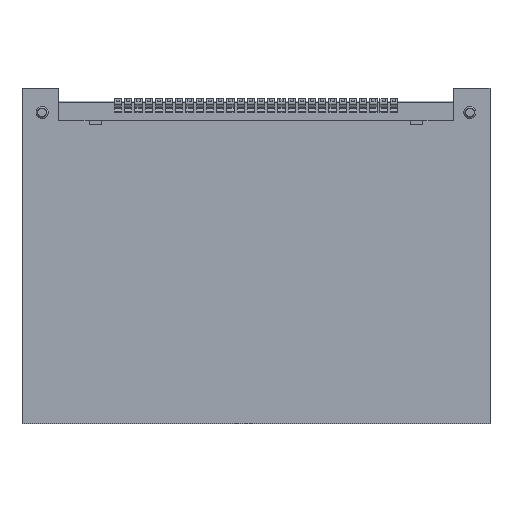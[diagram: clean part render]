
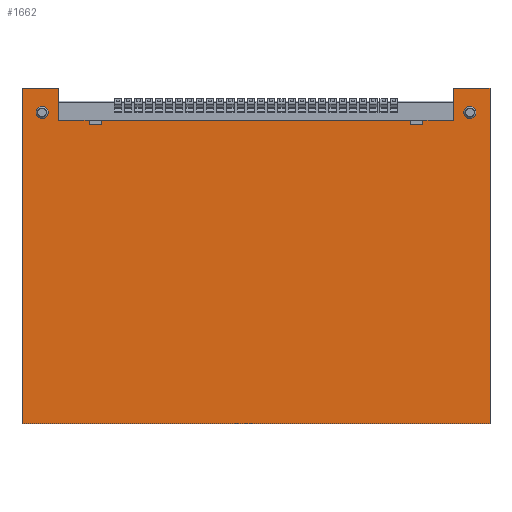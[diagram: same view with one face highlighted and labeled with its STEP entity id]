
A CAD part, front view. The second image highlights one B-rep face of the part: STEP entity #1662.
In plain terms, the highlighted planar face has unit normal (0, -1, 0).
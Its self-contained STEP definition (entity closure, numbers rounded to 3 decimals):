
#469=CARTESIAN_POINT('',(26.6,-3.4,17.85));
#470=DIRECTION('',(0.,-1.,0.));
#471=DIRECTION('',(-1.,0.,0.));
#472=AXIS2_PLACEMENT_3D('',#469,#470,#471);
#474=CARTESIAN_POINT('',(26.6,-3.4,17.85));
#475=DIRECTION('',(0.,-1.,0.));
#476=DIRECTION('',(1.,0.,0.));
#477=AXIS2_PLACEMENT_3D('',#474,#475,#476);
#479=CARTESIAN_POINT('',(-26.6,-3.4,17.85));
#480=DIRECTION('',(0.,-1.,0.));
#481=DIRECTION('',(-1.,0.,0.));
#482=AXIS2_PLACEMENT_3D('',#479,#480,#481);
#484=CARTESIAN_POINT('',(-26.6,-3.4,17.85));
#485=DIRECTION('',(0.,-1.,0.));
#486=DIRECTION('',(1.,0.,0.));
#487=AXIS2_PLACEMENT_3D('',#484,#485,#486);
#489=DIRECTION('',(0.,0.,1.));
#490=VECTOR('',#489,0.6);
#491=CARTESIAN_POINT('',(20.75,-3.4,16.3));
#492=LINE('',#491,#490);
#493=DIRECTION('',(1.,0.,0.));
#494=VECTOR('',#493,3.85);
#495=CARTESIAN_POINT('',(20.75,-3.4,16.9));
#496=LINE('',#495,#494);
#497=DIRECTION('',(0.,0.,1.));
#498=VECTOR('',#497,3.95);
#499=CARTESIAN_POINT('',(24.6,-3.4,16.9));
#500=LINE('',#499,#498);
#501=DIRECTION('',(1.,0.,0.));
#502=VECTOR('',#501,4.5);
#503=CARTESIAN_POINT('',(24.6,-3.4,20.85));
#504=LINE('',#503,#502);
#505=DIRECTION('',(0.,0.,-1.));
#506=VECTOR('',#505,41.7);
#507=CARTESIAN_POINT('',(29.1,-3.4,20.85));
#508=LINE('',#507,#506);
#509=DIRECTION('',(-1.,0.,0.));
#510=VECTOR('',#509,58.2);
#511=CARTESIAN_POINT('',(29.1,-3.4,-20.85));
#512=LINE('',#511,#510);
#513=DIRECTION('',(0.,0.,1.));
#514=VECTOR('',#513,41.7);
#515=CARTESIAN_POINT('',(-29.1,-3.4,-20.85));
#516=LINE('',#515,#514);
#517=DIRECTION('',(1.,0.,0.));
#518=VECTOR('',#517,4.5);
#519=CARTESIAN_POINT('',(-29.1,-3.4,20.85));
#520=LINE('',#519,#518);
#521=DIRECTION('',(0.,0.,-1.));
#522=VECTOR('',#521,3.95);
#523=CARTESIAN_POINT('',(-24.6,-3.4,20.85));
#524=LINE('',#523,#522);
#525=DIRECTION('',(1.,0.,0.));
#526=VECTOR('',#525,3.85);
#527=CARTESIAN_POINT('',(-24.6,-3.4,16.9));
#528=LINE('',#527,#526);
#529=DIRECTION('',(0.,0.,-1.));
#530=VECTOR('',#529,0.6);
#531=CARTESIAN_POINT('',(-20.75,-3.4,16.9));
#532=LINE('',#531,#530);
#533=DIRECTION('',(1.,0.,0.));
#534=VECTOR('',#533,1.5);
#535=CARTESIAN_POINT('',(-20.75,-3.4,16.3));
#536=LINE('',#535,#534);
#537=DIRECTION('',(0.,0.,1.));
#538=VECTOR('',#537,0.6);
#539=CARTESIAN_POINT('',(-19.25,-3.4,16.3));
#540=LINE('',#539,#538);
#541=DIRECTION('',(1.,0.,0.));
#542=VECTOR('',#541,38.5);
#543=CARTESIAN_POINT('',(-19.25,-3.4,16.9));
#544=LINE('',#543,#542);
#545=DIRECTION('',(0.,0.,-1.));
#546=VECTOR('',#545,0.6);
#547=CARTESIAN_POINT('',(19.25,-3.4,16.9));
#548=LINE('',#547,#546);
#549=DIRECTION('',(1.,0.,0.));
#550=VECTOR('',#549,1.5);
#551=CARTESIAN_POINT('',(19.25,-3.4,16.3));
#552=LINE('',#551,#550);
#697=CARTESIAN_POINT('',(-29.1,-3.4,-20.85));
#698=CARTESIAN_POINT('',(-29.1,-3.4,20.85));
#699=VERTEX_POINT('',#697);
#700=VERTEX_POINT('',#698);
#701=CARTESIAN_POINT('',(-24.6,-3.4,20.85));
#702=VERTEX_POINT('',#701);
#703=CARTESIAN_POINT('',(-24.6,-3.4,16.9));
#704=VERTEX_POINT('',#703);
#705=CARTESIAN_POINT('',(24.6,-3.4,16.9));
#706=CARTESIAN_POINT('',(24.6,-3.4,20.85));
#707=VERTEX_POINT('',#705);
#708=VERTEX_POINT('',#706);
#709=CARTESIAN_POINT('',(29.1,-3.4,20.85));
#710=VERTEX_POINT('',#709);
#711=CARTESIAN_POINT('',(29.1,-3.4,-20.85));
#712=VERTEX_POINT('',#711);
#861=CARTESIAN_POINT('',(25.85,-3.4,17.85));
#862=CARTESIAN_POINT('',(27.35,-3.4,17.85));
#863=VERTEX_POINT('',#861);
#864=VERTEX_POINT('',#862);
#865=CARTESIAN_POINT('',(-27.35,-3.4,17.85));
#866=CARTESIAN_POINT('',(-25.85,-3.4,17.85));
#867=VERTEX_POINT('',#865);
#868=VERTEX_POINT('',#866);
#901=CARTESIAN_POINT('',(20.75,-3.4,16.3));
#902=CARTESIAN_POINT('',(20.75,-3.4,16.9));
#903=VERTEX_POINT('',#901);
#904=VERTEX_POINT('',#902);
#905=CARTESIAN_POINT('',(19.25,-3.4,16.9));
#906=CARTESIAN_POINT('',(19.25,-3.4,16.3));
#907=VERTEX_POINT('',#905);
#908=VERTEX_POINT('',#906);
#909=CARTESIAN_POINT('',(-20.75,-3.4,16.3));
#910=CARTESIAN_POINT('',(-19.25,-3.4,16.3));
#911=VERTEX_POINT('',#909);
#912=VERTEX_POINT('',#910);
#913=CARTESIAN_POINT('',(-19.25,-3.4,16.9));
#914=VERTEX_POINT('',#913);
#915=CARTESIAN_POINT('',(-20.75,-3.4,16.9));
#916=VERTEX_POINT('',#915);
#1618=CARTESIAN_POINT('',(0.,-3.4,0.));
#1619=DIRECTION('',(0.,1.,0.));
#1620=DIRECTION('',(1.,0.,0.));
#1621=AXIS2_PLACEMENT_3D('',#1618,#1619,#1620);
#1622=PLANE('',#1621);
#1624=ORIENTED_EDGE('',*,*,#1623,.T.);
#1626=ORIENTED_EDGE('',*,*,#1625,.T.);
#1627=ORIENTED_EDGE('',*,*,#1521,.T.);
#1628=ORIENTED_EDGE('',*,*,#1506,.T.);
#1629=ORIENTED_EDGE('',*,*,#1100,.T.);
#1630=ORIENTED_EDGE('',*,*,#1084,.T.);
#1631=ORIENTED_EDGE('',*,*,#1062,.T.);
#1632=ORIENTED_EDGE('',*,*,#1040,.T.);
#1633=ORIENTED_EDGE('',*,*,#1025,.T.);
#1635=ORIENTED_EDGE('',*,*,#1634,.T.);
#1637=ORIENTED_EDGE('',*,*,#1636,.T.);
#1639=ORIENTED_EDGE('',*,*,#1638,.T.);
#1641=ORIENTED_EDGE('',*,*,#1640,.T.);
#1643=ORIENTED_EDGE('',*,*,#1642,.T.);
#1645=ORIENTED_EDGE('',*,*,#1644,.T.);
#1647=ORIENTED_EDGE('',*,*,#1646,.T.);
#1648=EDGE_LOOP('',(#1624,#1626,#1627,#1628,#1629,#1630,#1631,#1632,#1633,#1635,
#1637,#1639,#1641,#1643,#1645,#1647));
#1649=FACE_OUTER_BOUND('',#1648,.F.);
#1651=ORIENTED_EDGE('',*,*,#1650,.T.);
#1653=ORIENTED_EDGE('',*,*,#1652,.T.);
#1654=EDGE_LOOP('',(#1651,#1653));
#1655=FACE_BOUND('',#1654,.F.);
#1657=ORIENTED_EDGE('',*,*,#1656,.T.);
#1659=ORIENTED_EDGE('',*,*,#1658,.T.);
#1660=EDGE_LOOP('',(#1657,#1659));
#1661=FACE_BOUND('',#1660,.F.);
#1662=ADVANCED_FACE('',(#1649,#1655,#1661),#1622,.F.);
#473=CIRCLE('',#472,0.75);
#478=CIRCLE('',#477,0.75);
#483=CIRCLE('',#482,0.75);
#488=CIRCLE('',#487,0.75);
#1025=EDGE_CURVE('',#702,#704,#524,.T.);
#1040=EDGE_CURVE('',#700,#702,#520,.T.);
#1062=EDGE_CURVE('',#699,#700,#516,.T.);
#1084=EDGE_CURVE('',#712,#699,#512,.T.);
#1100=EDGE_CURVE('',#710,#712,#508,.T.);
#1506=EDGE_CURVE('',#708,#710,#504,.T.);
#1521=EDGE_CURVE('',#707,#708,#500,.T.);
#1623=EDGE_CURVE('',#903,#904,#492,.T.);
#1625=EDGE_CURVE('',#904,#707,#496,.T.);
#1634=EDGE_CURVE('',#704,#916,#528,.T.);
#1636=EDGE_CURVE('',#916,#911,#532,.T.);
#1638=EDGE_CURVE('',#911,#912,#536,.T.);
#1640=EDGE_CURVE('',#912,#914,#540,.T.);
#1642=EDGE_CURVE('',#914,#907,#544,.T.);
#1644=EDGE_CURVE('',#907,#908,#548,.T.);
#1646=EDGE_CURVE('',#908,#903,#552,.T.);
#1650=EDGE_CURVE('',#863,#864,#473,.T.);
#1652=EDGE_CURVE('',#864,#863,#478,.T.);
#1656=EDGE_CURVE('',#867,#868,#483,.T.);
#1658=EDGE_CURVE('',#868,#867,#488,.T.);
